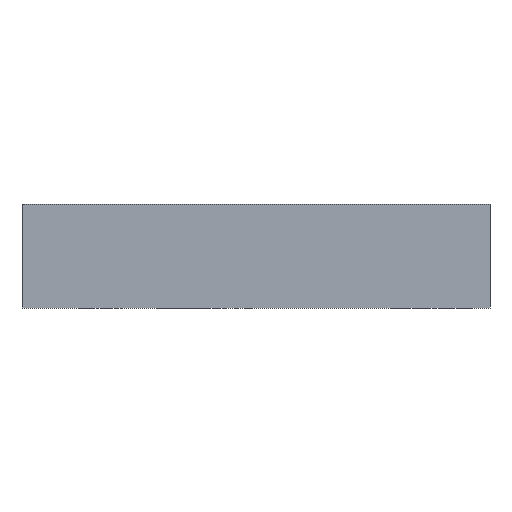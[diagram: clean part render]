
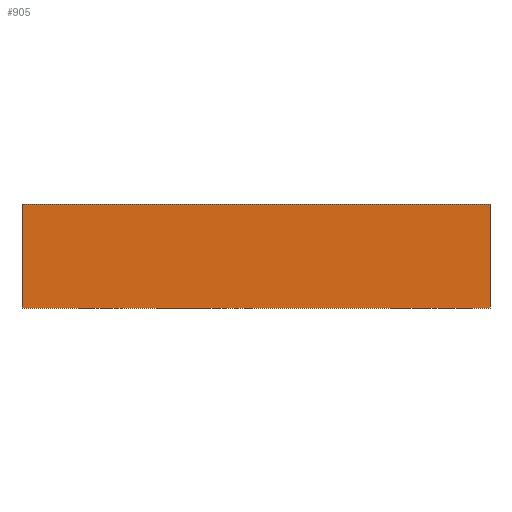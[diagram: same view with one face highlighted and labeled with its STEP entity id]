
A CAD part, left-side view. The second image highlights one B-rep face of the part: STEP entity #905.
In plain terms, the highlighted planar face has unit normal (-1, 0, 0).
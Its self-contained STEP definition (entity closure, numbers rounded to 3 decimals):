
#32 = FACE_OUTER_BOUND ( 'NONE', #981, .T. ) ;
#56 = DIRECTION ( 'NONE',  ( 1., 0., 0. ) ) ;
#64 = CARTESIAN_POINT ( 'NONE',  ( -30., -22.5, 0. ) ) ;
#69 = ORIENTED_EDGE ( 'NONE', *, *, #94, .F. ) ;
#94 = EDGE_CURVE ( 'NONE', #970, #452, #688, .T. ) ;
#139 = VERTEX_POINT ( 'NONE', #442 ) ;
#234 = DIRECTION ( 'NONE',  ( 0., -1., 0. ) ) ;
#249 = EDGE_CURVE ( 'NONE', #347, #452, #642, .T. ) ;
#312 = ORIENTED_EDGE ( 'NONE', *, *, #315, .T. ) ;
#315 = EDGE_CURVE ( 'NONE', #139, #347, #744, .T. ) ;
#322 = CARTESIAN_POINT ( 'NONE',  ( -30., 22.5, 10. ) ) ;
#347 = VERTEX_POINT ( 'NONE', #1041 ) ;
#442 = CARTESIAN_POINT ( 'NONE',  ( -30., 22.5, 10. ) ) ;
#452 = VERTEX_POINT ( 'NONE', #519 ) ;
#471 = VECTOR ( 'NONE', #800, 1000. ) ;
#477 = VECTOR ( 'NONE', #234, 1000. ) ;
#478 = VECTOR ( 'NONE', #995, 1000. ) ;
#483 = DIRECTION ( 'NONE',  ( 0., 0., -1. ) ) ;
#507 = ORIENTED_EDGE ( 'NONE', *, *, #249, .T. ) ;
#519 = CARTESIAN_POINT ( 'NONE',  ( -30., -22.5, 0. ) ) ;
#557 = LINE ( 'NONE', #735, #471 ) ;
#642 = LINE ( 'NONE', #64, #477 ) ;
#688 = LINE ( 'NONE', #1017, #700 ) ;
#700 = VECTOR ( 'NONE', #746, 1000. ) ;
#735 = CARTESIAN_POINT ( 'NONE',  ( -30., -22.5, 10. ) ) ;
#744 = LINE ( 'NONE', #322, #478 ) ;
#746 = DIRECTION ( 'NONE',  ( 0., 0., -1. ) ) ;
#800 = DIRECTION ( 'NONE',  ( 0., -1., 0. ) ) ;
#892 = PLANE ( 'NONE',  #902 ) ;
#902 = AXIS2_PLACEMENT_3D ( 'NONE', #1049, #56, #483 ) ;
#905 = ADVANCED_FACE ( 'NONE', ( #32 ), #892, .F. ) ;
#959 = CARTESIAN_POINT ( 'NONE',  ( -30., -22.5, 10. ) ) ;
#970 = VERTEX_POINT ( 'NONE', #959 ) ;
#978 = EDGE_CURVE ( 'NONE', #139, #970, #557, .T. ) ;
#981 = EDGE_LOOP ( 'NONE', ( #507, #69, #1055, #312 ) ) ;
#995 = DIRECTION ( 'NONE',  ( 0., 0., -1. ) ) ;
#1017 = CARTESIAN_POINT ( 'NONE',  ( -30., -22.5, 10. ) ) ;
#1041 = CARTESIAN_POINT ( 'NONE',  ( -30., 22.5, 0. ) ) ;
#1049 = CARTESIAN_POINT ( 'NONE',  ( -30., -22.5, 10. ) ) ;
#1055 = ORIENTED_EDGE ( 'NONE', *, *, #978, .F. ) ;
